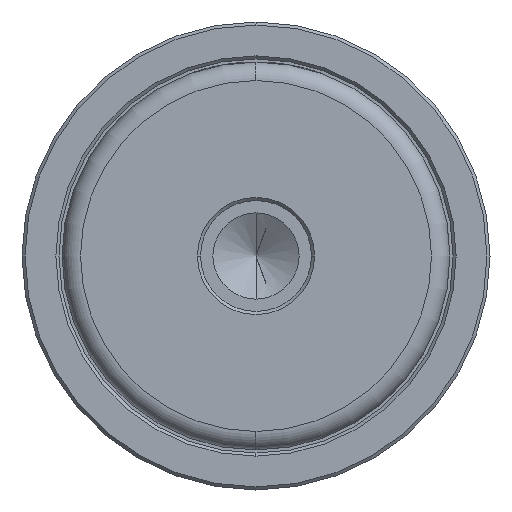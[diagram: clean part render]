
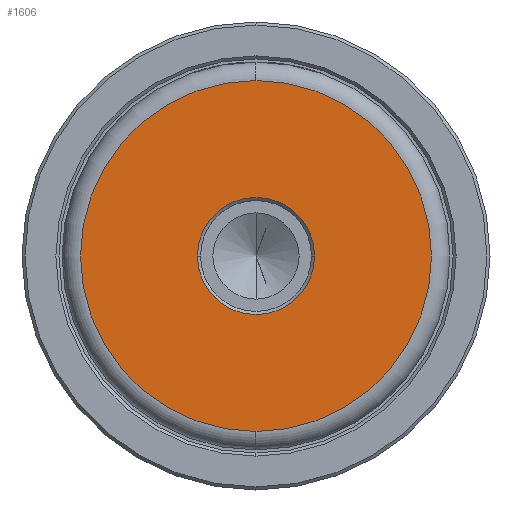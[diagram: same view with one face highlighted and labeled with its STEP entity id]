
A CAD part, left-side view. The second image highlights one B-rep face of the part: STEP entity #1606.
In plain terms, the highlighted planar face has unit normal (-1, 0, 0).
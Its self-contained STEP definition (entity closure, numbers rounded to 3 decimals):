
#58 = DIRECTION ( 'NONE',  ( 0., 0., 1. ) ) ;
#176 = DIRECTION ( 'NONE',  ( 0., 0., 1. ) ) ;
#304 = PLANE ( 'NONE',  #1630 ) ;
#343 = CARTESIAN_POINT ( 'NONE',  ( 0., 0., 0. ) ) ;
#469 = ORIENTED_EDGE ( 'NONE', *, *, #736, .T. ) ;
#483 = CARTESIAN_POINT ( 'NONE',  ( 0., 0., 0. ) ) ;
#592 = ORIENTED_EDGE ( 'NONE', *, *, #707, .T. ) ;
#697 = DIRECTION ( 'NONE',  ( 0., 0., 1. ) ) ;
#707 = EDGE_CURVE ( 'NONE', #2017, #984, #2028, .T. ) ;
#736 = EDGE_CURVE ( 'NONE', #2365, #1696, #1966, .T. ) ;
#836 = AXIS2_PLACEMENT_3D ( 'NONE', #483, #1915, #697 ) ;
#857 = CARTESIAN_POINT ( 'NONE',  ( 0., 0., 0. ) ) ;
#945 = FACE_BOUND ( 'NONE', #1886, .T. ) ;
#971 = DIRECTION ( 'NONE',  ( -1., 0., 0. ) ) ;
#982 = EDGE_CURVE ( 'NONE', #984, #2017, #2054, .T. ) ;
#984 = VERTEX_POINT ( 'NONE', #1739 ) ;
#1060 = DIRECTION ( 'NONE',  ( 0., 0., 1. ) ) ;
#1173 = ORIENTED_EDGE ( 'NONE', *, *, #2494, .T. ) ;
#1197 = AXIS2_PLACEMENT_3D ( 'NONE', #2617, #1405, #176 ) ;
#1263 = ORIENTED_EDGE ( 'NONE', *, *, #982, .T. ) ;
#1302 = DIRECTION ( 'NONE',  ( -1., 0., 0. ) ) ;
#1405 = DIRECTION ( 'NONE',  ( -1., 0., 0. ) ) ;
#1469 = CARTESIAN_POINT ( 'NONE',  ( 0., 9.5, 0. ) ) ;
#1519 = AXIS2_PLACEMENT_3D ( 'NONE', #2504, #1302, #58 ) ;
#1606 = ADVANCED_FACE ( 'NONE', ( #945, #1954 ), #304, .T. ) ;
#1609 = CARTESIAN_POINT ( 'NONE',  ( 0., 0., -28.497 ) ) ;
#1630 = AXIS2_PLACEMENT_3D ( 'NONE', #343, #971, #2375 ) ;
#1641 = CARTESIAN_POINT ( 'NONE',  ( 0., -9.5, 0. ) ) ;
#1696 = VERTEX_POINT ( 'NONE', #1641 ) ;
#1739 = CARTESIAN_POINT ( 'NONE',  ( 0., 0., 28.497 ) ) ;
#1760 = EDGE_LOOP ( 'NONE', ( #1263, #592 ) ) ;
#1886 = EDGE_LOOP ( 'NONE', ( #1173, #469 ) ) ;
#1915 = DIRECTION ( 'NONE',  ( 1., 0., 0. ) ) ;
#1954 = FACE_OUTER_BOUND ( 'NONE', #1760, .T. ) ;
#1966 = CIRCLE ( 'NONE', #836, 9.5 ) ;
#2017 = VERTEX_POINT ( 'NONE', #1609 ) ;
#2028 = CIRCLE ( 'NONE', #1519, 28.497 ) ;
#2054 = CIRCLE ( 'NONE', #1197, 28.497 ) ;
#2260 = DIRECTION ( 'NONE',  ( 1., 0., 0. ) ) ;
#2354 = AXIS2_PLACEMENT_3D ( 'NONE', #857, #2260, #1060 ) ;
#2365 = VERTEX_POINT ( 'NONE', #1469 ) ;
#2375 = DIRECTION ( 'NONE',  ( 0., 0., 1. ) ) ;
#2406 = CIRCLE ( 'NONE', #2354, 9.5 ) ;
#2494 = EDGE_CURVE ( 'NONE', #1696, #2365, #2406, .T. ) ;
#2504 = CARTESIAN_POINT ( 'NONE',  ( 0., 0., 0. ) ) ;
#2617 = CARTESIAN_POINT ( 'NONE',  ( 0., 0., 0. ) ) ;
